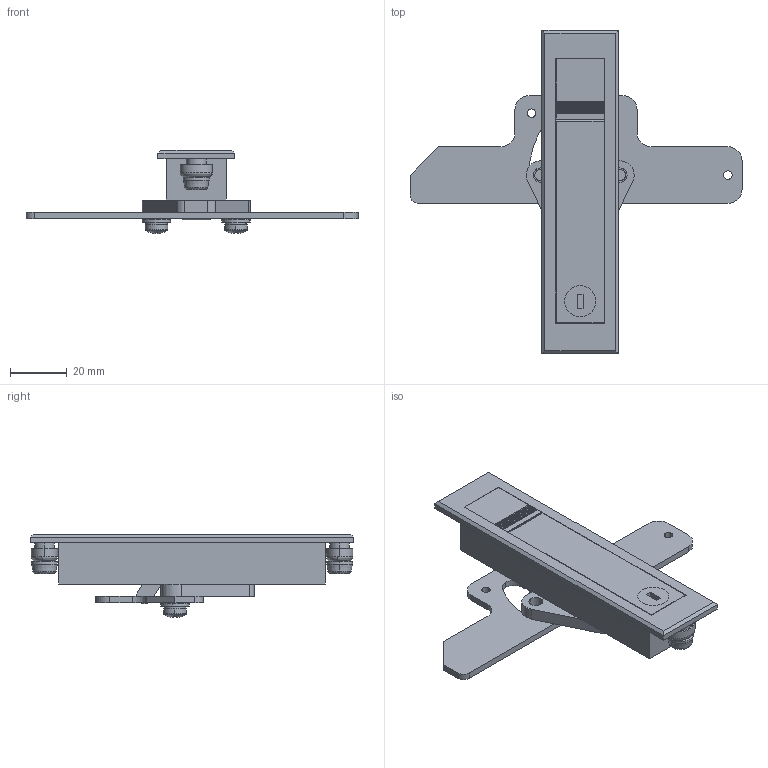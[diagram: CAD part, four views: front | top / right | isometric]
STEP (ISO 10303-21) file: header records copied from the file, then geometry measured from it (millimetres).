
FILE_DESCRIPTION (( 'STEP AP203' ), '1' );
FILE_NAME ('A-150-2-1.STEP', '2008-10-31T04:00:43', ( ' ' ), ( ' ' ), 'SwSTEP 2.0', 'SolidWorks 2007', '' );
FILE_SCHEMA (( 'CONFIG_CONTROL_DESIGN' ));
Length unit declared in the file: millimetre
Products named in the file (13): A-150-2-1巭傔嬥_棉太倌; A-150-2-1俅偷_蹬怮椔; A-150-2-1T僗儕乕僽_棉太倌; A-150-2-1; A-150-2-1杮懱_棉太倌; A-150-2-1忡巍愊_蹬怮椔; A-150-2-1忡巍愖_蹬怮椔; A-150-2-1儘乕僞乕_棉太倌; A-150-2-1十字穴付皿ねじM4_M4×8; 廫帤寠晅側傋偹偠M4_M4亊5; スプリングワッシャーM4_JIS B 1251 No.2 4; A-150-2-1TP偹偠_岞_棉太倌; A-150-2-1own鳦憔起_蹬怮椔
Assembly tree (18 placements, depth 2):
  A-150-2-1
    A-150-2-1十字穴付皿ねじM4_M4×8  x2
    A-150-2-1T僗儕乕僽_棉太倌  x2
    廫帤寠晅側傋偹偠M4_M4亊5  x2
    スプリングワッシャーM4_JIS B 1251 No.2 4  x2
    A-150-2-1TP偹偠_岞_棉太倌  x2
    A-150-2-1忡巍愖_蹬怮椔
    A-150-2-1忡巍愊_蹬怮椔
    A-150-2-1own鳦憔起_蹬怮椔  x2
    A-150-2-1杮懱_棉太倌
    A-150-2-1巭傔嬥_棉太倌
    A-150-2-1儘乕僞乕_棉太倌
    A-150-2-1俅偷_蹬怮椔
Bounding box: 117 x 114 x 29.36 mm (x, y, z)
Volume: 34055.5 mm3; surface area: 31676.6 mm2
Topology: 18 solids, 18 shells, 412 faces, 1018 edges, 668 vertices
Faces by surface type: plane 236, cylinder 132, cone 16, bspline 16, torus 8, sphere 4
Entity records: 11736 total; most frequent: CARTESIAN_POINT 2489, DIRECTION 1654, ORIENTED_EDGE 1552, EDGE_CURVE 776, AXIS2_PLACEMENT_3D 572, VERTEX_POINT 510, VECTOR 510, LINE 510
